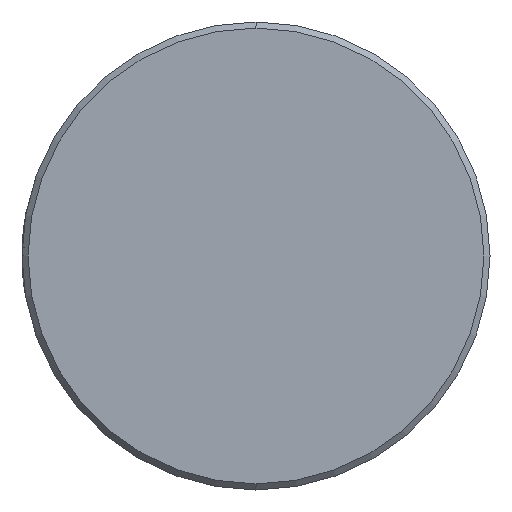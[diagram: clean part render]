
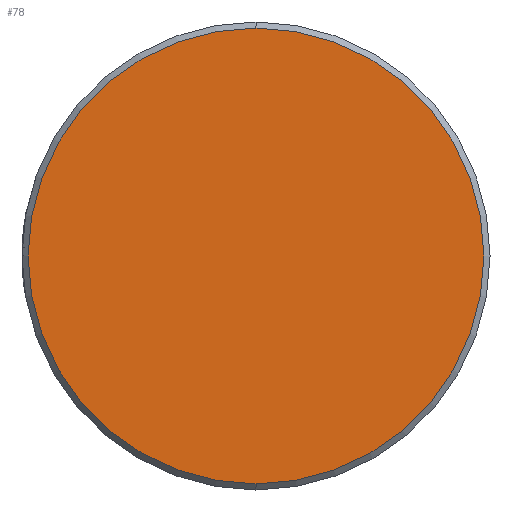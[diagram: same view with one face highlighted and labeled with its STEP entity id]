
A CAD part, left-side view. The second image highlights one B-rep face of the part: STEP entity #78.
In plain terms, the highlighted planar face has unit normal (-1, 0, 0).
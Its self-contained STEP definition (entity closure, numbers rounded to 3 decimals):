
#55 = ORIENTED_EDGE ( 'NONE', *, *, #1329, .T. ) ;
#78 = ADVANCED_FACE ( 'NONE', ( #504 ), #130, .T. ) ;
#130 = PLANE ( 'NONE',  #1042 ) ;
#146 = CIRCLE ( 'NONE', #1013, 11.2 ) ;
#336 = CARTESIAN_POINT ( 'NONE',  ( -5., 0., 11.2 ) ) ;
#398 = EDGE_CURVE ( 'NONE', #646, #1086, #146, .T. ) ;
#448 = DIRECTION ( 'NONE',  ( -1., 0., 0. ) ) ;
#504 = FACE_OUTER_BOUND ( 'NONE', #742, .T. ) ;
#510 = DIRECTION ( 'NONE',  ( -1., 0., 0. ) ) ;
#593 = AXIS2_PLACEMENT_3D ( 'NONE', #1109, #510, #1218 ) ;
#600 = ORIENTED_EDGE ( 'NONE', *, *, #398, .T. ) ;
#646 = VERTEX_POINT ( 'NONE', #336 ) ;
#720 = DIRECTION ( 'NONE',  ( 0., 0., 1. ) ) ;
#742 = EDGE_LOOP ( 'NONE', ( #55, #600 ) ) ;
#745 = DIRECTION ( 'NONE',  ( 0., 0., 1. ) ) ;
#753 = DIRECTION ( 'NONE',  ( -1., 0., 0. ) ) ;
#759 = CARTESIAN_POINT ( 'NONE',  ( -5., 0., 0. ) ) ;
#1013 = AXIS2_PLACEMENT_3D ( 'NONE', #759, #753, #745 ) ;
#1042 = AXIS2_PLACEMENT_3D ( 'NONE', #1130, #448, #720 ) ;
#1086 = VERTEX_POINT ( 'NONE', #1316 ) ;
#1109 = CARTESIAN_POINT ( 'NONE',  ( -5., 0., 0. ) ) ;
#1130 = CARTESIAN_POINT ( 'NONE',  ( -5., 0., 0. ) ) ;
#1150 = CIRCLE ( 'NONE', #593, 11.2 ) ;
#1218 = DIRECTION ( 'NONE',  ( 0., 0., 1. ) ) ;
#1316 = CARTESIAN_POINT ( 'NONE',  ( -5., 0., -11.2 ) ) ;
#1329 = EDGE_CURVE ( 'NONE', #1086, #646, #1150, .T. ) ;
